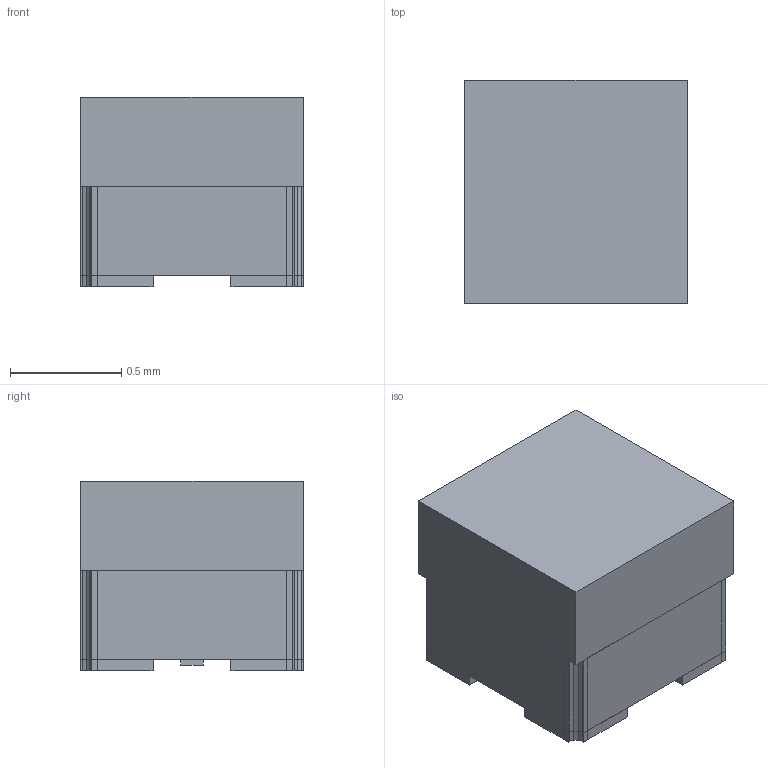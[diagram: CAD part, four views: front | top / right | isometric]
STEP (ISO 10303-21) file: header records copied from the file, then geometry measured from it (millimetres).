
FILE_DESCRIPTION(('FreeCAD Model'),'2;1');
FILE_NAME('Open CASCADE Shape Model','2022-10-28T10:24:07',(''),(''), 'Open CASCADE STEP processor 7.6','FreeCAD','Unknown');
FILE_SCHEMA(('AUTOMOTIVE_DESIGN { 1 0 10303 214 1 1 1 1 }'));
Length unit declared in the file: millimetre
Products named in the file (29): LED-4_1010; 7307773472; Extruded; 6590045296; Extruded001; 7375854048; Extruded002; 7375866848; Extruded003; 7404870480; Extruded004; 7371822784; Extruded005; 7404867920; Extruded006; 7371542656; Extruded007; 7374990928; Extruded008; 6590039216; Extruded009; 6590042256; Extruded010; 7371544256; Extruded011; 7307829344; Extruded012; 7404872160; Extruded013
Assembly tree (28 placements, depth 3):
  LED-4_1010
    7307773472
      Extruded
    6590045296
      Extruded001
    7375854048
      Extruded002
    7375866848
      Extruded003
    7404870480
      Extruded004
    7371822784
      Extruded005
    7404867920
      Extruded006
    7371542656
      Extruded007
    7374990928
      Extruded008
    6590039216
      Extruded009
    6590042256
      Extruded010
    7371544256
      Extruded011
    7307829344
      Extruded012
    7404872160
      Extruded013
Bounding box: 1 x 1 x 0.85 mm (x, y, z)
Volume: 0.8 mm3; surface area: 9.3 mm2
Topology: 14 solids, 14 shells, 166 faces, 414 edges, 276 vertices
Faces by surface type: plane 166
Entity records: 10857 total; most frequent: CARTESIAN_POINT 1713, DIRECTION 1632, LINE 1242, VECTOR 1242, ORIENTED_EDGE 828, PCURVE 828, DEFINITIONAL_REPRESENTATION 828, EDGE_CURVE 414
